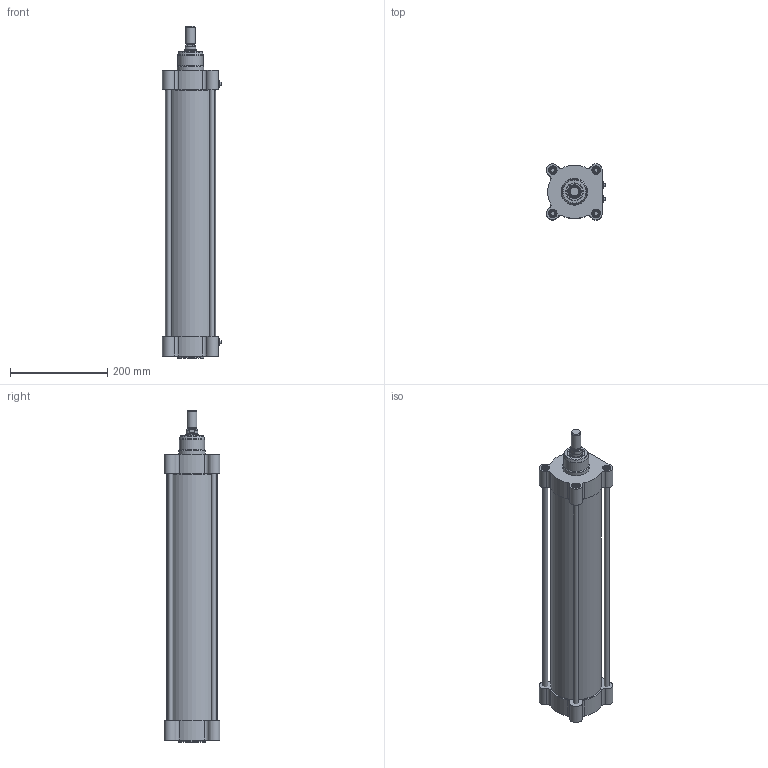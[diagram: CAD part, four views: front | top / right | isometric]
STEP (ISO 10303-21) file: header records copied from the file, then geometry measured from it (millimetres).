
FILE_DESCRIPTION((''),'2;1');
FILE_NAME('YDM100.450.GS.M.stp','2014-07-09T12:13:54',('carlo.corazza'),(''),'Autodesk Inventor 2012','Autodesk Inventor 2012','');
FILE_SCHEMA(('AUTOMOTIVE_DESIGN { 1 0 10303 214 1 1 1 1 }'));
Length unit declared in the file: millimetre
Products named in the file (6): YDM100..GS.M; CORPO-450; STELO-450; TA; TIRANTE-450; TP
Assembly tree (8 placements, depth 2):
  YDM100..GS.M
    CORPO-450
    STELO-450
    TA
    TIRANTE-450  x4
    TP
Bounding box: 121.5 x 115 x 683 mm (x, y, z)
Volume: 1784240.8 mm3; surface area: 580618.3 mm2
Topology: 8 solids, 17 shells, 491 faces, 1118 edges, 703 vertices
Faces by surface type: plane 193, cone 136, cylinder 113, torus 39, revolution 10
Full cylindrical faces by diameter (mm): 5.5 x2, 6.6 x2, 7 x2, 7.3 x2, 8 x2, 8.376 x8, 9.3 x3, 10 x4, 11.8 x2, 11.99 x2, 12 x4, 14.7 x2, 15 x2, 16 x9, 16.5 x8, 17.5 x1, 18.631 x2, 20 x1, 24.5 x1, 25 x2, 25.8 x1, 25.962 x1, 30 x4, 35 x3, 52 x1, 55 x2, 100 x1, 104 x1
Entity records: 13283 total; most frequent: CARTESIAN_POINT 2665, DIRECTION 2182, ORIENTED_EDGE 1758, AXIS2_PLACEMENT_3D 935, EDGE_CURVE 879, EDGE_LOOP 726, VERTEX_POINT 654, STYLED_ITEM 481
